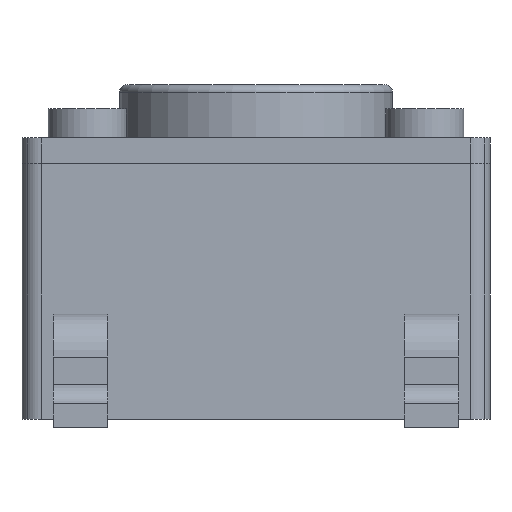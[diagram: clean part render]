
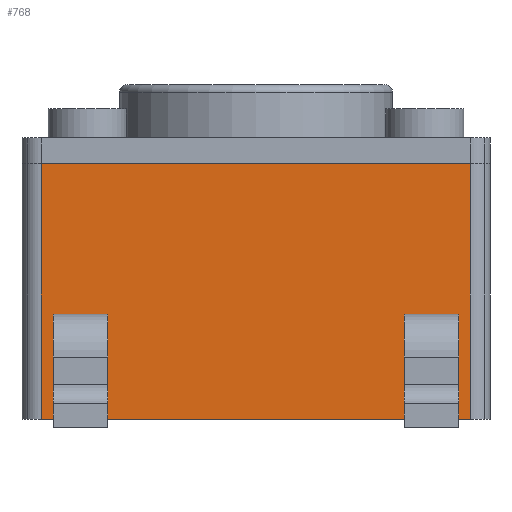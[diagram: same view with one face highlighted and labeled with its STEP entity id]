
A CAD part, front view. The second image highlights one B-rep face of the part: STEP entity #768.
In plain terms, the highlighted planar face has unit normal (0, -1, 0).
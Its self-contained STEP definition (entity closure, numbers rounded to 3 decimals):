
#520=CARTESIAN_POINT('',(2.75,-3.0,3.38));
#521=VERTEX_POINT('',#520);
#529=CARTESIAN_POINT('',(2.75,-3.0,0.1));
#530=VERTEX_POINT('',#529);
#531=CARTESIAN_POINT('',(2.75,-3.0,3.38));
#532=DIRECTION('',(0.0,0.0,-1.0));
#533=VECTOR('',#532,3.28);
#534=LINE('',#531,#533);
#535=EDGE_CURVE('',#521,#530,#534,.T.);
#694=CARTESIAN_POINT('',(-2.75,-3.0,0.1));
#695=VERTEX_POINT('',#694);
#696=CARTESIAN_POINT('',(-2.75,-3.0,0.1));
#697=DIRECTION('',(1.0,0.0,0.0));
#698=VECTOR('',#697,5.5);
#699=LINE('',#696,#698);
#700=EDGE_CURVE('',#695,#530,#699,.T.);
#745=CARTESIAN_POINT('',(-2.75,-3.0,3.68));
#746=DIRECTION('',(0.0,-1.0,0.0));
#747=DIRECTION('',(0.0,0.0,-1.0));
#748=AXIS2_PLACEMENT_3D('',#745,#746,#747);
#749=PLANE('',#748);
#750=ORIENTED_EDGE('',*,*,#700,.T.);
#751=ORIENTED_EDGE('',*,*,#535,.F.);
#752=CARTESIAN_POINT('',(-2.75,-3.0,3.38));
#753=VERTEX_POINT('',#752);
#754=CARTESIAN_POINT('',(-2.75,-3.0,3.38));
#755=DIRECTION('',(1.0,0.0,0.0));
#756=VECTOR('',#755,5.5);
#757=LINE('',#754,#756);
#758=EDGE_CURVE('',#753,#521,#757,.T.);
#759=ORIENTED_EDGE('',*,*,#758,.F.);
#760=CARTESIAN_POINT('',(-2.75,-3.0,3.38));
#761=DIRECTION('',(0.0,0.0,-1.0));
#762=VECTOR('',#761,3.28);
#763=LINE('',#760,#762);
#764=EDGE_CURVE('',#753,#695,#763,.T.);
#765=ORIENTED_EDGE('',*,*,#764,.T.);
#766=EDGE_LOOP('',(#750,#751,#759,#765));
#767=FACE_OUTER_BOUND('',#766,.T.);
#768=ADVANCED_FACE('',(#767),#749,.T.);
